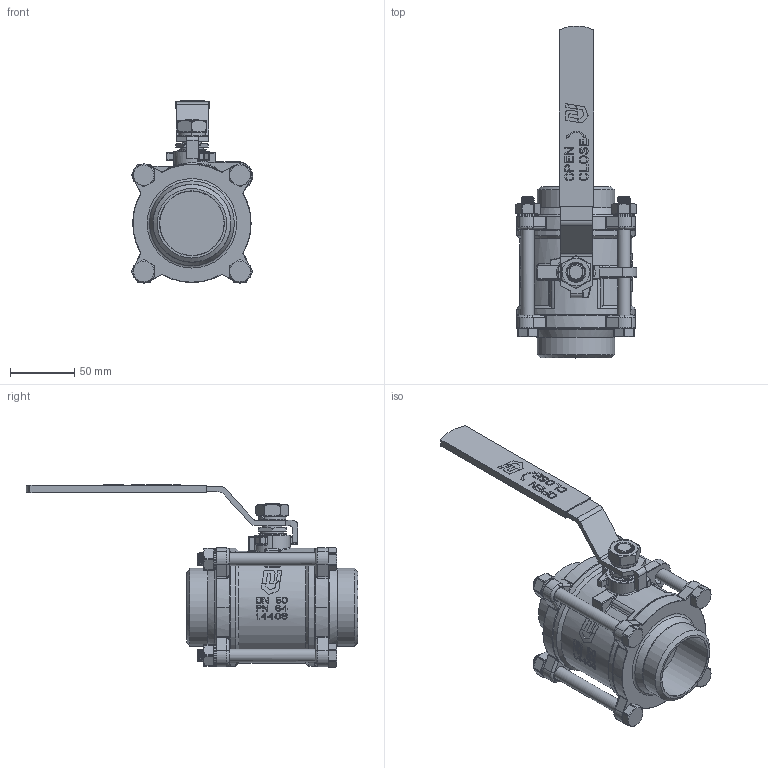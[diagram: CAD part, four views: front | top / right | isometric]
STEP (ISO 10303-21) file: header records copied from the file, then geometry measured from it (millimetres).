
FILE_DESCRIPTION(('HOOPS Exchange Step'),'2;1');
FILE_NAME('GK0401_DN50.stp','2025-10-31T14:41:44+01:00',('nieru'),('Unknown organisation'),'HOOPS Exchange 2024.2','HOOPS Exchange','Unknown authorisation');
FILE_SCHEMA( ('AP203_CONFIGURATION_CONTROLLED_3D_DESIGN_OF_MECHANICAL_PARTS_AND_ASSEMBLIES_MIM_LF') );
Length unit declared in the file: millimetre
Products named in the file (2): 0; root
Assembly tree (1 placements, depth 2):
  root
    0
Bounding box: 94.12 x 257.78 x 141.46 mm (x, y, z)
Volume: 654510.5 mm3; surface area: 109860.1 mm2
Topology: 5 solids, 5 shells, 1930 faces, 5610 edges, 3730 vertices
Faces by surface type: plane 920, cylinder 534, bspline 269, torus 125, cone 58, sphere 24
Full cylindrical faces by diameter (mm): 10 x68, 12 x8, 13.6 x4, 15 x3, 15.4 x1, 15.5 x1, 18 x1, 20.7 x2, 20.8 x2, 22 x2, 50 x2, 60.4 x2, 87 x1, 92 x2
Entity records: 109536 total; most frequent: CARTESIAN_POINT 63670, ORIENTED_EDGE 11176, DIRECTION 7549, EDGE_CURVE 5588, VERTEX_POINT 3730, AXIS2_PLACEMENT_3D 2710, VECTOR 2129, LINE 2129
